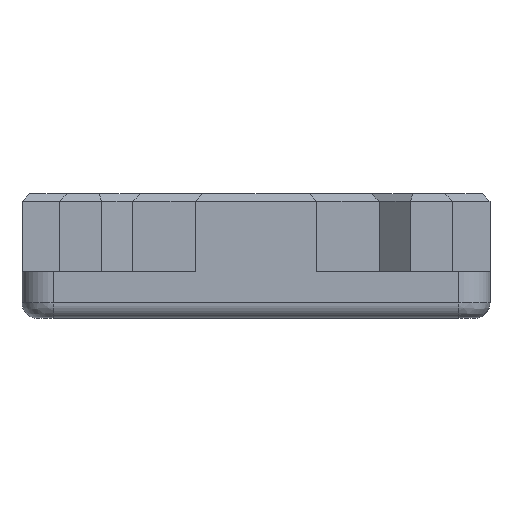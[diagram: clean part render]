
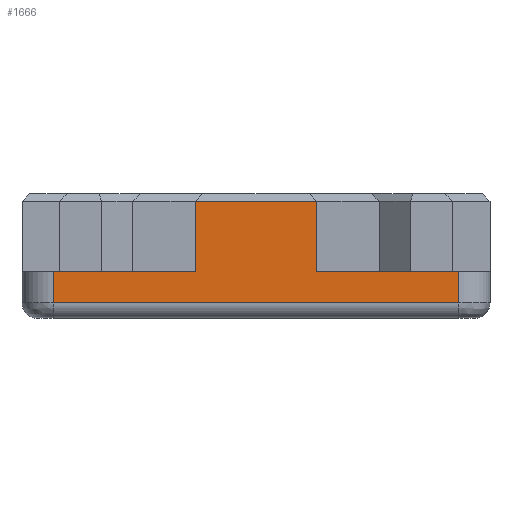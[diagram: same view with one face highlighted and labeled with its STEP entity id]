
A CAD part, front view. The second image highlights one B-rep face of the part: STEP entity #1666.
In plain terms, the highlighted planar face has unit normal (0, -1, 0).
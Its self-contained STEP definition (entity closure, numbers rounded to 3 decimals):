
#80=FACE_OUTER_BOUND('',#178,.T.);
#178=EDGE_LOOP('',(#1199,#1200,#1201,#1202,#1203,#1204,#1205,#1206));
#276=LINE('',#2380,#496);
#279=LINE('',#2404,#499);
#318=LINE('',#2482,#538);
#328=LINE('',#2502,#548);
#329=LINE('',#2505,#549);
#330=LINE('',#2507,#550);
#331=LINE('',#2508,#551);
#332=LINE('',#2509,#552);
#496=VECTOR('',#1918,10.);
#499=VECTOR('',#1933,10.);
#538=VECTOR('',#2000,10.);
#548=VECTOR('',#2020,10.);
#549=VECTOR('',#2023,10.);
#550=VECTOR('',#2024,10.);
#551=VECTOR('',#2025,10.);
#552=VECTOR('',#2026,10.);
#702=VERTEX_POINT('',#2361);
#707=VERTEX_POINT('',#2379);
#708=VERTEX_POINT('',#2391);
#713=VERTEX_POINT('',#2402);
#738=VERTEX_POINT('',#2477);
#743=VERTEX_POINT('',#2500);
#744=VERTEX_POINT('',#2504);
#745=VERTEX_POINT('',#2506);
#860=EDGE_CURVE('',#707,#702,#276,.T.);
#868=EDGE_CURVE('',#713,#708,#279,.T.);
#907=EDGE_CURVE('',#702,#738,#318,.T.);
#917=EDGE_CURVE('',#743,#738,#328,.T.);
#918=EDGE_CURVE('',#744,#743,#329,.T.);
#919=EDGE_CURVE('',#744,#745,#330,.T.);
#920=EDGE_CURVE('',#745,#708,#331,.T.);
#921=EDGE_CURVE('',#713,#707,#332,.T.);
#1199=ORIENTED_EDGE('',*,*,#907,.T.);
#1200=ORIENTED_EDGE('',*,*,#917,.F.);
#1201=ORIENTED_EDGE('',*,*,#918,.F.);
#1202=ORIENTED_EDGE('',*,*,#919,.T.);
#1203=ORIENTED_EDGE('',*,*,#920,.T.);
#1204=ORIENTED_EDGE('',*,*,#868,.F.);
#1205=ORIENTED_EDGE('',*,*,#921,.T.);
#1206=ORIENTED_EDGE('',*,*,#860,.T.);
#1578=PLANE('',#1782);
#1666=ADVANCED_FACE('',(#80),#1578,.F.);
#1782=AXIS2_PLACEMENT_3D('',#2503,#2021,#2022);
#1918=DIRECTION('',(0.,0.,1.));
#1933=DIRECTION('',(0.,0.,-1.));
#2000=DIRECTION('',(-1.,0.,0.));
#2020=DIRECTION('',(0.,0.,1.));
#2021=DIRECTION('center_axis',(0.,1.,0.));
#2022=DIRECTION('ref_axis',(1.,0.,0.));
#2023=DIRECTION('',(1.,0.,0.));
#2024=DIRECTION('',(0.,0.,-1.));
#2025=DIRECTION('',(1.,0.,0.));
#2026=DIRECTION('',(-1.,0.,0.));
#2361=CARTESIAN_POINT('',(3.9,-15.,4.5));
#2379=CARTESIAN_POINT('',(3.9,-15.,0.));
#2380=CARTESIAN_POINT('',(3.9,-15.,0.));
#2391=CARTESIAN_POINT('',(13.,-15.,-2.));
#2402=CARTESIAN_POINT('',(13.,-15.,0.));
#2404=CARTESIAN_POINT('',(13.,-15.,0.));
#2477=CARTESIAN_POINT('',(-3.9,-15.,4.5));
#2482=CARTESIAN_POINT('',(-8.475,-15.,4.5));
#2500=CARTESIAN_POINT('',(-3.9,-15.,0.));
#2502=CARTESIAN_POINT('',(-3.9,-15.,0.));
#2503=CARTESIAN_POINT('Origin',(-13.,-15.,0.));
#2504=CARTESIAN_POINT('',(-13.,-15.,0.));
#2505=CARTESIAN_POINT('',(-13.,-15.,0.));
#2506=CARTESIAN_POINT('',(-13.,-15.,-2.));
#2507=CARTESIAN_POINT('',(-13.,-15.,0.));
#2508=CARTESIAN_POINT('',(-10.25,-15.,-2.));
#2509=CARTESIAN_POINT('',(13.,-15.,0.));
